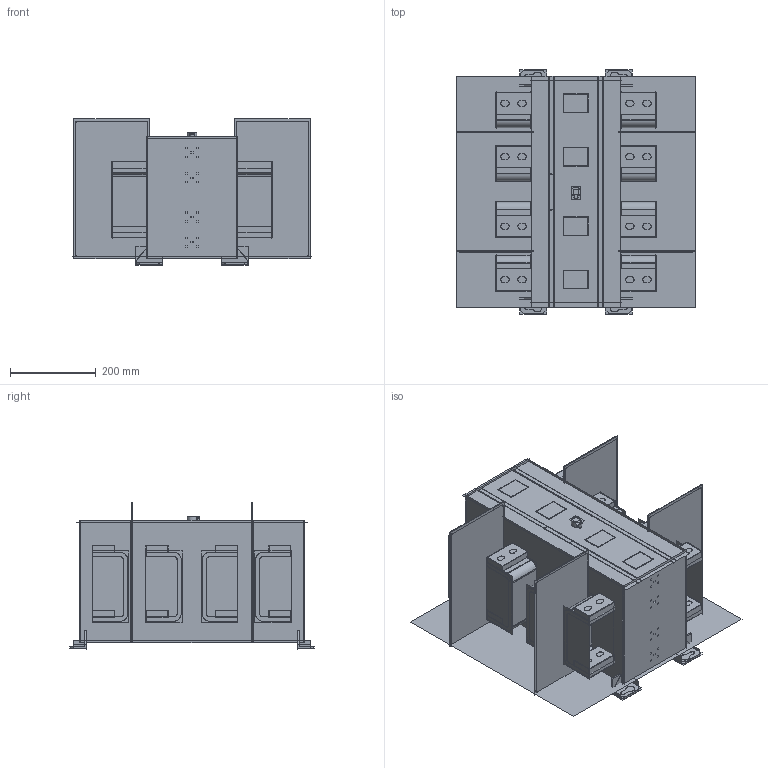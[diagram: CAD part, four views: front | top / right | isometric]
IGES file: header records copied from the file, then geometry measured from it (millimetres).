
Start section:  PTC IGES file: OT1600-2000U22.igs
Global section: file name: OT1600-2000U22.igs; native system: Creo Parametric by PTC Inc.; preprocessor: 2022364; author: FIRARAN; organization: Unknown; date: 20240610.073043; units: millimetre
Bounding box: 557.44 x 571.52 x 342.16 mm (x, y, z)
Surface area: 7439897.3 mm2 (no closed solid volume)
Topology: 0 solids, 0 shells, 1504 faces, 27905 edges, 38022 vertices
Faces by surface type: bspline 1154, revolution 350
